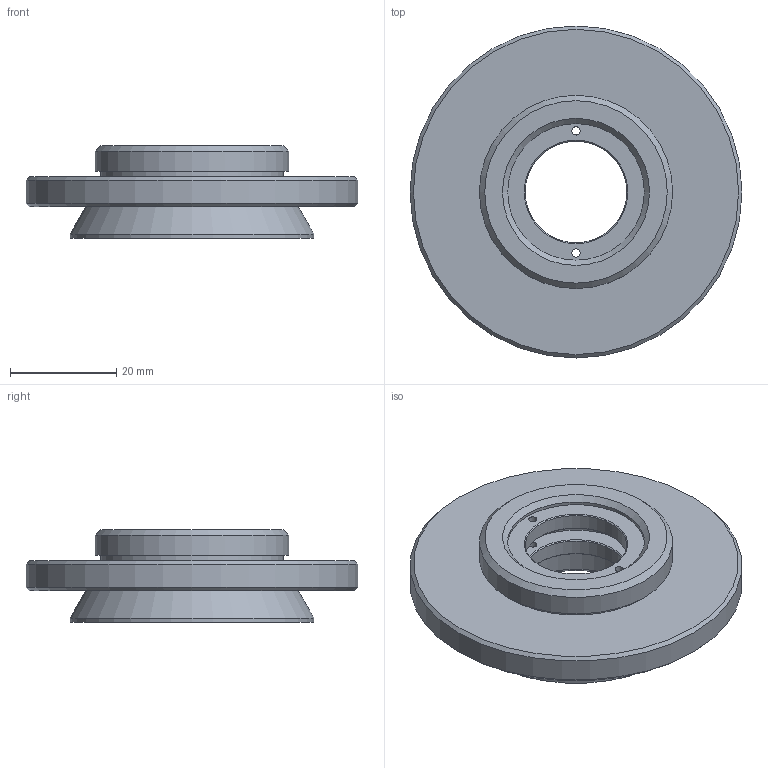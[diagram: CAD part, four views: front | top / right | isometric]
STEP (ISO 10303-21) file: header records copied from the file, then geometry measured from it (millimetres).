
FILE_DESCRIPTION((''),'2;1');
FILE_NAME('is-oly2.stp','2011-11-10T14:37:24',('JC'),(''),'Autodesk Inventor 11','Autodesk Inventor 11','');
FILE_SCHEMA(('AUTOMOTIVE_DESIGN { 1 0 10303 214 1 1 1 1 }'));
Length unit declared in the file: inch
Products named in the file (1): is-oly21
Bounding box: 62.48 x 62.48 x 17.45 mm (x, y, z)
Volume: 24258.7 mm3; surface area: 10336.8 mm2
Topology: 1 solids, 1 shells, 32 faces, 66 edges, 43 vertices
Faces by surface type: cylinder 13, cone 10, plane 9
Full cylindrical faces by diameter (mm): 1.575 x4, 19.114 x2, 25.718 x3, 34.29 x1, 36.373 x1, 45.923 x1, 62.484 x1
Entity records: 729 total; most frequent: DIRECTION 138, CARTESIAN_POINT 105, ORIENTED_EDGE 72, EDGE_LOOP 72, AXIS2_PLACEMENT_3D 69, FACE_BOUND 40, VERTEX_POINT 36, CIRCLE 36
